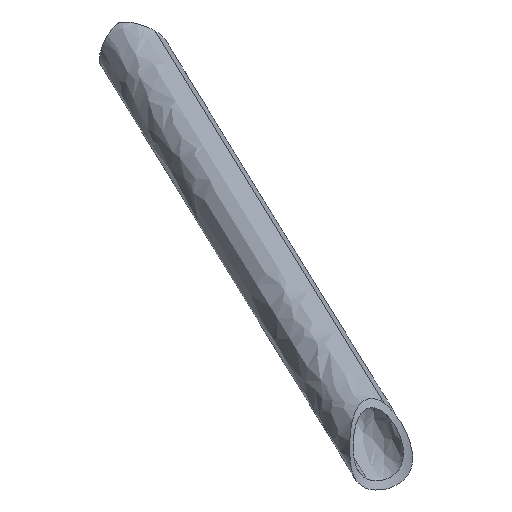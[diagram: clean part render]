
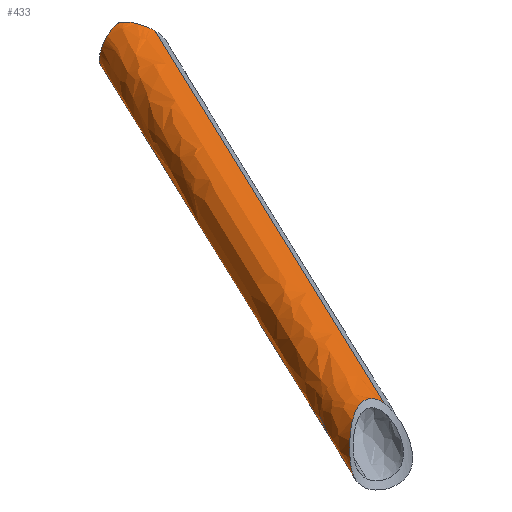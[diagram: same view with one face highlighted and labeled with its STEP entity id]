
A CAD part, top view. The second image highlights one B-rep face of the part: STEP entity #433.
In plain terms, the highlighted free-form (B-spline) face has degree [5, 4] with [6, 5] control points.
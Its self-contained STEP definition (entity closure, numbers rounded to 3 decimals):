
#119=CARTESIAN_POINT('Vertex',(-1838.464,299.762,149.017)) ;
#123=CARTESIAN_POINT('Control Point',(-1838.464,299.762,149.017)) ;
#124=CARTESIAN_POINT('Control Point',(-1836.802,300.013,149.564)) ;
#125=CARTESIAN_POINT('Control Point',(-1835.058,299.81,150.003)) ;
#126=CARTESIAN_POINT('Control Point',(-1833.386,299.374,150.282)) ;
#127=CARTESIAN_POINT('Control Point',(-1831.726,298.691,150.28)) ;
#128=CARTESIAN_POINT('Control Point',(-1830.345,297.855,149.869)) ;
#129=CARTESIAN_POINT('Vertex',(-1830.345,297.855,149.869)) ;
#203=CARTESIAN_POINT('Vertex',(-1840.547,289.309,141.145)) ;
#207=CARTESIAN_POINT('Control Point',(-1838.464,299.762,149.017)) ;
#208=CARTESIAN_POINT('Control Point',(-1838.813,299.438,149.188)) ;
#209=CARTESIAN_POINT('Control Point',(-1839.148,299.087,149.338)) ;
#210=CARTESIAN_POINT('Control Point',(-1839.472,298.713,149.462)) ;
#211=CARTESIAN_POINT('Control Point',(-1840.421,297.508,149.75)) ;
#212=CARTESIAN_POINT('Control Point',(-1841.236,296.151,149.721)) ;
#213=CARTESIAN_POINT('Control Point',(-1841.712,295.195,149.521)) ;
#214=CARTESIAN_POINT('Control Point',(-1842.424,293.375,148.704)) ;
#215=CARTESIAN_POINT('Control Point',(-1842.648,291.877,147.253)) ;
#216=CARTESIAN_POINT('Control Point',(-1842.63,291.265,146.431)) ;
#217=CARTESIAN_POINT('Control Point',(-1842.396,290.342,144.83)) ;
#218=CARTESIAN_POINT('Control Point',(-1841.805,289.762,143.201)) ;
#219=CARTESIAN_POINT('Control Point',(-1841.46,289.559,142.469)) ;
#220=CARTESIAN_POINT('Control Point',(-1841.04,289.41,141.775)) ;
#221=CARTESIAN_POINT('Control Point',(-1840.547,289.309,141.145)) ;
#332=CARTESIAN_POINT('Vertex',(-1784.471,197.959,264.621)) ;
#334=CARTESIAN_POINT('Vertex',(-1780.353,216.416,259.949)) ;
#338=CARTESIAN_POINT('Control Point',(-1840.547,289.309,141.145)) ;
#339=CARTESIAN_POINT('Control Point',(-1829.332,271.039,165.84)) ;
#340=CARTESIAN_POINT('Control Point',(-1818.117,252.769,190.535)) ;
#341=CARTESIAN_POINT('Control Point',(-1806.902,234.499,215.23)) ;
#342=CARTESIAN_POINT('Control Point',(-1795.687,216.229,239.925)) ;
#343=CARTESIAN_POINT('Control Point',(-1784.471,197.959,264.621)) ;
#346=CARTESIAN_POINT('Control Point',(-1830.345,297.855,149.869)) ;
#347=CARTESIAN_POINT('Control Point',(-1820.347,281.567,171.885)) ;
#348=CARTESIAN_POINT('Control Point',(-1810.348,265.279,193.901)) ;
#349=CARTESIAN_POINT('Control Point',(-1800.35,248.991,215.917)) ;
#350=CARTESIAN_POINT('Control Point',(-1790.351,232.703,237.933)) ;
#351=CARTESIAN_POINT('Control Point',(-1780.353,216.416,259.949)) ;
#364=CARTESIAN_POINT('Control Point',(-1835.81,306.757,137.836)) ;
#365=CARTESIAN_POINT('Control Point',(-1841.474,309.113,142.151)) ;
#366=CARTESIAN_POINT('Control Point',(-1848.496,304.534,141.953)) ;
#367=CARTESIAN_POINT('Control Point',(-1849.854,297.599,137.439)) ;
#368=CARTESIAN_POINT('Control Point',(-1844.19,295.243,133.124)) ;
#369=CARTESIAN_POINT('Control Point',(-1823.41,286.557,165.14)) ;
#370=CARTESIAN_POINT('Control Point',(-1829.074,288.913,169.455)) ;
#371=CARTESIAN_POINT('Control Point',(-1836.096,284.334,169.257)) ;
#372=CARTESIAN_POINT('Control Point',(-1837.454,277.399,164.743)) ;
#373=CARTESIAN_POINT('Control Point',(-1831.79,275.043,160.428)) ;
#374=CARTESIAN_POINT('Control Point',(-1811.01,266.357,192.444)) ;
#375=CARTESIAN_POINT('Control Point',(-1816.674,268.713,196.759)) ;
#376=CARTESIAN_POINT('Control Point',(-1823.696,264.134,196.561)) ;
#377=CARTESIAN_POINT('Control Point',(-1825.054,257.199,192.047)) ;
#378=CARTESIAN_POINT('Control Point',(-1819.39,254.843,187.732)) ;
#379=CARTESIAN_POINT('Control Point',(-1798.61,246.157,219.748)) ;
#380=CARTESIAN_POINT('Control Point',(-1804.274,248.513,224.063)) ;
#381=CARTESIAN_POINT('Control Point',(-1811.296,243.934,223.865)) ;
#382=CARTESIAN_POINT('Control Point',(-1812.654,236.999,219.351)) ;
#383=CARTESIAN_POINT('Control Point',(-1806.99,234.643,215.036)) ;
#384=CARTESIAN_POINT('Control Point',(-1786.21,225.957,247.052)) ;
#385=CARTESIAN_POINT('Control Point',(-1791.874,228.313,251.367)) ;
#386=CARTESIAN_POINT('Control Point',(-1798.896,223.734,251.169)) ;
#387=CARTESIAN_POINT('Control Point',(-1800.254,216.799,246.655)) ;
#388=CARTESIAN_POINT('Control Point',(-1794.59,214.443,242.34)) ;
#389=CARTESIAN_POINT('Control Point',(-1773.81,205.757,274.356)) ;
#390=CARTESIAN_POINT('Control Point',(-1779.474,208.113,278.671)) ;
#391=CARTESIAN_POINT('Control Point',(-1786.496,203.534,278.473)) ;
#392=CARTESIAN_POINT('Control Point',(-1787.854,196.599,273.959)) ;
#393=CARTESIAN_POINT('Control Point',(-1782.19,194.243,269.644)) ;
#395=CARTESIAN_POINT('Control Point',(-1784.471,197.959,264.621)) ;
#396=CARTESIAN_POINT('Control Point',(-1784.923,198.14,264.982)) ;
#397=CARTESIAN_POINT('Control Point',(-1785.346,198.37,265.367)) ;
#398=CARTESIAN_POINT('Control Point',(-1785.734,198.652,265.767)) ;
#399=CARTESIAN_POINT('Control Point',(-1786.51,199.403,266.668)) ;
#400=CARTESIAN_POINT('Control Point',(-1787.076,200.436,267.491)) ;
#401=CARTESIAN_POINT('Control Point',(-1787.32,201.1,267.888)) ;
#402=CARTESIAN_POINT('Control Point',(-1787.598,202.239,268.307)) ;
#403=CARTESIAN_POINT('Control Point',(-1787.764,203.458,268.437)) ;
#404=CARTESIAN_POINT('Control Point',(-1787.811,203.888,268.447)) ;
#405=CARTESIAN_POINT('Control Point',(-1787.893,204.836,268.404)) ;
#406=CARTESIAN_POINT('Control Point',(-1787.936,205.774,268.237)) ;
#407=CARTESIAN_POINT('Control Point',(-1787.95,206.28,268.116)) ;
#408=CARTESIAN_POINT('Control Point',(-1787.963,207.467,267.772)) ;
#409=CARTESIAN_POINT('Control Point',(-1787.926,208.615,267.318)) ;
#410=CARTESIAN_POINT('Control Point',(-1787.888,209.268,267.029)) ;
#411=CARTESIAN_POINT('Control Point',(-1787.733,211.041,266.168)) ;
#412=CARTESIAN_POINT('Control Point',(-1787.423,212.72,265.168)) ;
#413=CARTESIAN_POINT('Control Point',(-1787.147,213.745,264.493)) ;
#414=CARTESIAN_POINT('Control Point',(-1786.615,215.141,263.476)) ;
#415=CARTESIAN_POINT('Control Point',(-1785.744,216.289,262.427)) ;
#416=CARTESIAN_POINT('Control Point',(-1785.453,216.6,262.116)) ;
#417=CARTESIAN_POINT('Control Point',(-1784.888,217.061,261.595)) ;
#418=CARTESIAN_POINT('Control Point',(-1784.202,217.354,261.116)) ;
#419=CARTESIAN_POINT('Control Point',(-1783.899,217.44,260.93)) ;
#420=CARTESIAN_POINT('Control Point',(-1782.997,217.567,260.453)) ;
#421=CARTESIAN_POINT('Control Point',(-1782.032,217.368,260.141)) ;
#422=CARTESIAN_POINT('Control Point',(-1781.433,217.112,260.025)) ;
#423=CARTESIAN_POINT('Control Point',(-1780.875,216.789,259.965)) ;
#424=CARTESIAN_POINT('Control Point',(-1780.353,216.416,259.949)) ;
#427=ORIENTED_EDGE('',*,*,#425,.T.) ;
#428=ORIENTED_EDGE('',*,*,#352,.F.) ;
#429=ORIENTED_EDGE('',*,*,#131,.F.) ;
#430=ORIENTED_EDGE('',*,*,#222,.T.) ;
#431=ORIENTED_EDGE('',*,*,#344,.T.) ;
#433=ADVANCED_FACE('Corps principal',(#432),#363,.F.) ;
#122=B_SPLINE_CURVE_WITH_KNOTS('',5,(#123,#124,#125,#126,#127,#128),.UNSPECIFIED.,.F.,.U.,(6,6),(23.15,35.502),.UNSPECIFIED.) ;
#206=B_SPLINE_CURVE_WITH_KNOTS('',5,(#207,#208,#209,#210,#211,#212,#213,#214,#215,#216,#217,#218,#219,#220,#221),.UNSPECIFIED.,.F.,.U.,(6,3,3,3,6),(10.887,14.414,21.677,28.701,34.694),.UNSPECIFIED.) ;
#394=B_SPLINE_CURVE_WITH_KNOTS('',5,(#395,#396,#397,#398,#399,#400,#401,#402,#403,#404,#405,#406,#407,#408,#409,#410,#411,#412,#413,#414,#415,#416,#417,#418,#419,#420,#421,#422,#423,#424),.UNSPECIFIED.,.F.,.U.,(6,3,3,3,3,3,3,3,3,6),(0.,4.528,10.126,13.138,16.768,21.776,30.603,34.271,36.86,41.571),.UNSPECIFIED.) ;
#131=EDGE_CURVE('',#120,#130,#122,.T.) ;
#222=EDGE_CURVE('',#120,#204,#206,.T.) ;
#344=EDGE_CURVE('',#204,#333,#337,.T.) ;
#352=EDGE_CURVE('',#130,#335,#345,.T.) ;
#425=EDGE_CURVE('',#333,#335,#394,.T.) ;
#426=EDGE_LOOP('',(#427,#428,#429,#430,#431)) ;
#432=FACE_OUTER_BOUND('',#426,.T.) ;
#120=VERTEX_POINT('',#119) ;
#130=VERTEX_POINT('',#129) ;
#204=VERTEX_POINT('',#203) ;
#333=VERTEX_POINT('',#332) ;
#335=VERTEX_POINT('',#334) ;
#337=(BOUNDED_CURVE()B_SPLINE_CURVE(5,(#338,#339,#340,#341,#342,#343),.UNSPECIFIED.,.F.,.U.)B_SPLINE_CURVE_WITH_KNOTS((6,6),(10.622,174.132),.UNSPECIFIED.)CURVE()GEOMETRIC_REPRESENTATION_ITEM()RATIONAL_B_SPLINE_CURVE((1.,1.,1.,1.,1.,1.))REPRESENTATION_ITEM('')) ;
#345=(BOUNDED_CURVE()B_SPLINE_CURVE(5,(#346,#347,#348,#349,#350,#351),.UNSPECIFIED.,.F.,.U.)B_SPLINE_CURVE_WITH_KNOTS((6,6),(15.934,161.705),.UNSPECIFIED.)CURVE()GEOMETRIC_REPRESENTATION_ITEM()RATIONAL_B_SPLINE_CURVE((1.,1.,1.,1.,1.,1.))REPRESENTATION_ITEM('')) ;
#363=(BOUNDED_SURFACE()B_SPLINE_SURFACE(5,4,((#364,#365,#366,#367,#368),(#369,#370,#371,#372,#373),(#374,#375,#376,#377,#378),(#379,#380,#381,#382,#383),(#384,#385,#386,#387,#388),(#389,#390,#391,#392,#393)),.UNSPECIFIED.,.F.,.F.,.U.)B_SPLINE_SURFACE_WITH_KNOTS((6,6),(5,5),(0.,180.784),(23.562,47.124),.UNSPECIFIED.)GEOMETRIC_REPRESENTATION_ITEM()RATIONAL_B_SPLINE_SURFACE(((1.,0.707,0.667,0.707,1.),(1.,0.707,0.667,0.707,1.),(1.,0.707,0.667,0.707,1.),(1.,0.707,0.667,0.707,1.),(1.,0.707,0.667,0.707,1.),(1.,0.707,0.667,0.707,1.)))REPRESENTATION_ITEM('Rational BSpline Surface')SURFACE()) ;
